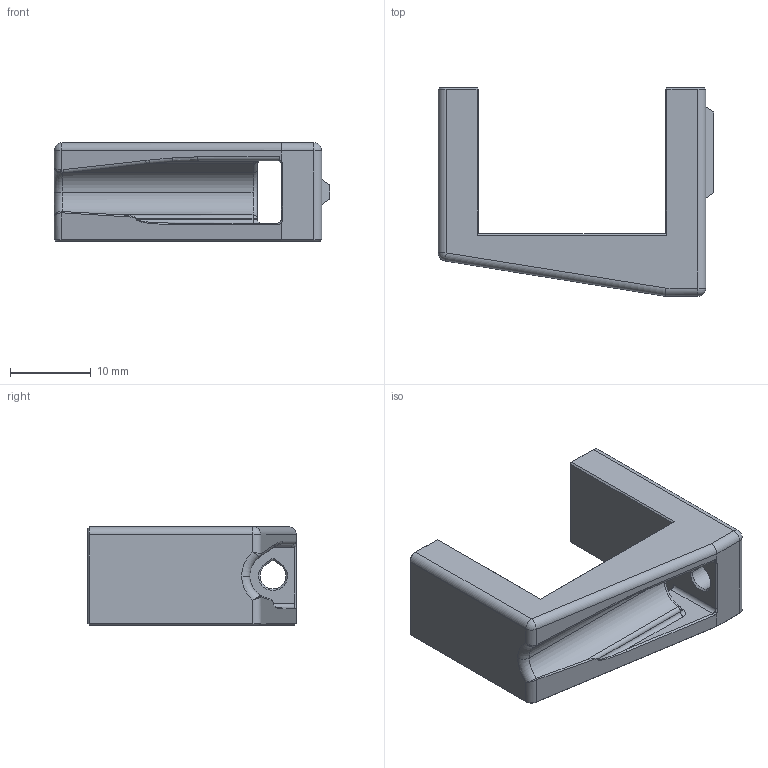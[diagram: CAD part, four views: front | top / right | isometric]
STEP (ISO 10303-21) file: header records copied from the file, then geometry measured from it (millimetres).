
FILE_DESCRIPTION (( 'STEP AP214' ), '1' );
FILE_NAME ('Base Servo (1 Pieza).STEP', '2024-09-02T05:02:16', ( '' ), ( '' ), 'SwSTEP 2.0', 'SolidWorks 2023', '' );
FILE_SCHEMA (( 'AUTOMOTIVE_DESIGN' ));
Length unit declared in the file: millimetre
Products named in the file (1): Base Servo (1 Pieza)
Bounding box: 34.1 x 25.8 x 12.2 mm (x, y, z)
Volume: 3908.1 mm3; surface area: 2745.1 mm2
Topology: 1 solids, 1 shells, 132 faces, 311 edges, 175 vertices
Faces by surface type: plane 63, cylinder 27, bspline 21, cone 14, torus 4, sphere 3
Entity records: 4486 total; most frequent: CARTESIAN_POINT 1647, ORIENTED_EDGE 608, DIRECTION 542, EDGE_CURVE 304, AXIS2_PLACEMENT_3D 184, VERTEX_POINT 175, LINE 174, VECTOR 174
